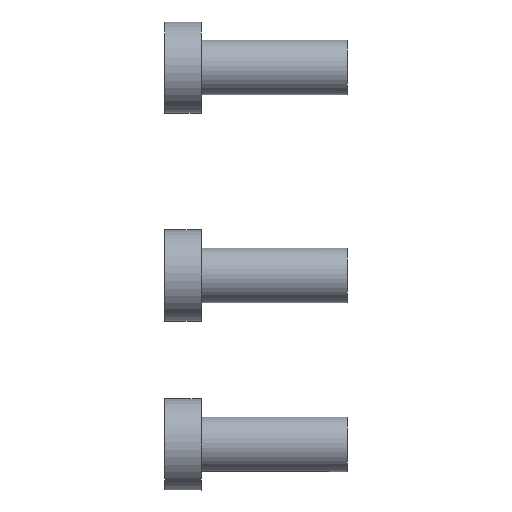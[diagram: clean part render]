
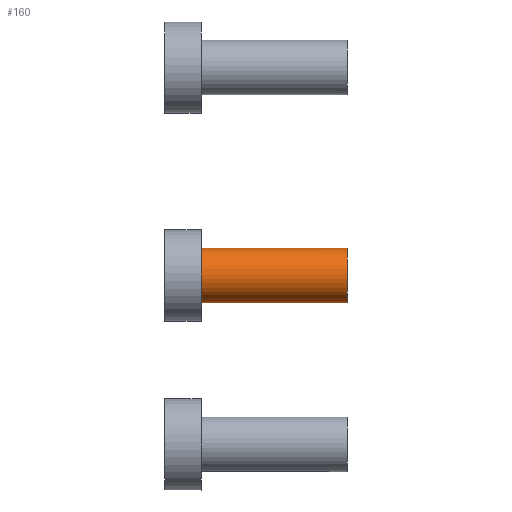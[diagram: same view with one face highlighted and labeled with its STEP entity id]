
A CAD part, top view. The second image highlights one B-rep face of the part: STEP entity #160.
In plain terms, the highlighted cylindrical face has radius 4.763 mm (diameter 9.525 mm), a partial arc.
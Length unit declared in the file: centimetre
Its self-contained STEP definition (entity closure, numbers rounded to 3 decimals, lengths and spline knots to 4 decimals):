
#22 = DIRECTION ( 'NONE',  ( 1., 0., 0. ) ) ;
#23 = AXIS2_PLACEMENT_3D ( 'NONE', #1231, #204, #615 ) ;
#117 = VECTOR ( 'NONE', #22, 100. ) ;
#120 = DIRECTION ( 'NONE',  ( 0., 0., 1. ) ) ;
#139 = DIRECTION ( 'NONE',  ( -1., 0., 0. ) ) ;
#159 = CARTESIAN_POINT ( 'NONE',  ( 54.6295, 83.2641, -0.4762 ) ) ;
#160 = ADVANCED_FACE ( 'NONE', ( #1096 ), #605, .T. ) ;
#204 = DIRECTION ( 'NONE',  ( 1., 0., 0. ) ) ;
#245 = ORIENTED_EDGE ( 'NONE', *, *, #422, .T. ) ;
#283 = CARTESIAN_POINT ( 'NONE',  ( 54.6295, 83.2641, 0. ) ) ;
#299 = CARTESIAN_POINT ( 'NONE',  ( 54.6295, 83.2641, 0.4763 ) ) ;
#334 = LINE ( 'NONE', #937, #503 ) ;
#422 = EDGE_CURVE ( 'NONE', #517, #818, #739, .T. ) ;
#456 = CARTESIAN_POINT ( 'NONE',  ( 52.0895, 83.2641, 0. ) ) ;
#503 = VECTOR ( 'NONE', #783, 100. ) ;
#517 = VERTEX_POINT ( 'NONE', #299 ) ;
#602 = EDGE_CURVE ( 'NONE', #635, #818, #767, .T. ) ;
#605 = CYLINDRICAL_SURFACE ( 'NONE', #23, 0.4763 ) ;
#615 = DIRECTION ( 'NONE',  ( 0., 0., -1. ) ) ;
#635 = VERTEX_POINT ( 'NONE', #1238 ) ;
#739 = CIRCLE ( 'NONE', #1246, 0.4763 ) ;
#767 = LINE ( 'NONE', #1359, #117 ) ;
#783 = DIRECTION ( 'NONE',  ( 1., 0., 0. ) ) ;
#818 = VERTEX_POINT ( 'NONE', #159 ) ;
#838 = CIRCLE ( 'NONE', #1371, 0.4763 ) ;
#937 = CARTESIAN_POINT ( 'NONE',  ( 52.0895, 83.2641, 0.4763 ) ) ;
#1013 = ORIENTED_EDGE ( 'NONE', *, *, #1637, .F. ) ;
#1050 = DIRECTION ( 'NONE',  ( -1., 0., 0. ) ) ;
#1096 = FACE_OUTER_BOUND ( 'NONE', #1728, .T. ) ;
#1119 = ORIENTED_EDGE ( 'NONE', *, *, #602, .F. ) ;
#1138 = ORIENTED_EDGE ( 'NONE', *, *, #1818, .T. ) ;
#1231 = CARTESIAN_POINT ( 'NONE',  ( 52.0895, 83.2641, 0. ) ) ;
#1238 = CARTESIAN_POINT ( 'NONE',  ( 52.0895, 83.2641, -0.4762 ) ) ;
#1246 = AXIS2_PLACEMENT_3D ( 'NONE', #283, #139, #120 ) ;
#1359 = CARTESIAN_POINT ( 'NONE',  ( 52.0895, 83.2641, -0.4762 ) ) ;
#1371 = AXIS2_PLACEMENT_3D ( 'NONE', #456, #1050, #1640 ) ;
#1637 = EDGE_CURVE ( 'NONE', #1667, #635, #838, .T. ) ;
#1640 = DIRECTION ( 'NONE',  ( 0., 0., 1. ) ) ;
#1667 = VERTEX_POINT ( 'NONE', #1831 ) ;
#1728 = EDGE_LOOP ( 'NONE', ( #1013, #1138, #245, #1119 ) ) ;
#1818 = EDGE_CURVE ( 'NONE', #1667, #517, #334, .T. ) ;
#1831 = CARTESIAN_POINT ( 'NONE',  ( 52.0895, 83.2641, 0.4763 ) ) ;
